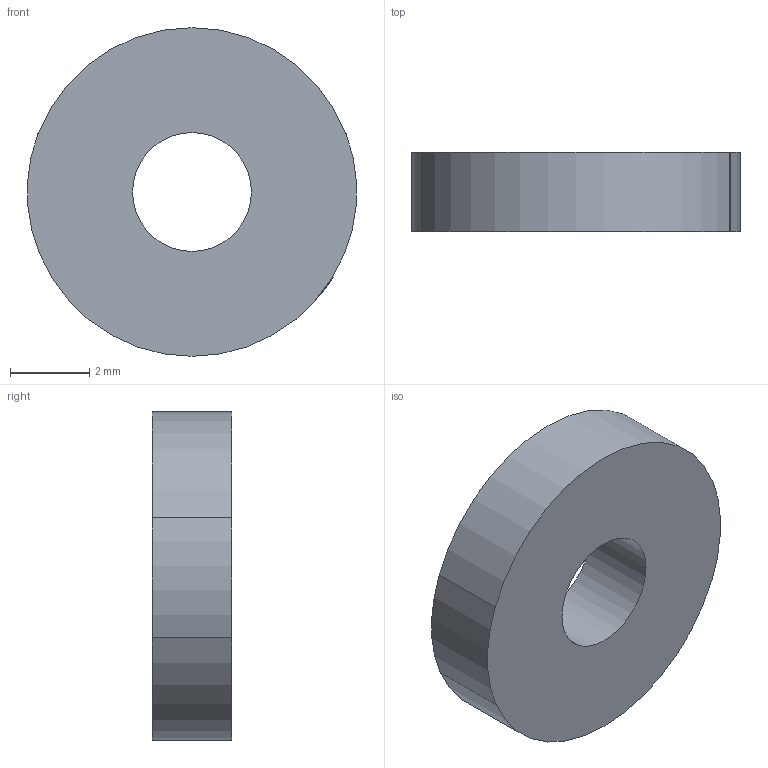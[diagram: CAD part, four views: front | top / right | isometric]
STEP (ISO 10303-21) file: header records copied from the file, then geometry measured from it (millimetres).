
FILE_DESCRIPTION(/* description */ (''),/* implementation_level */ '2;1');
FILE_NAME(/* name */ 'PA44LE-Step_v1.step',/* time_stamp */ '2024-02-15T15:48:07-05:00',/* author */ (''),/* organization */ (''),/* preprocessor_version */ 'ST-DEVELOPER v20',/* originating_system */ 'Autodesk Translation Framework v12.20.1.177',/* authorisation */ '');
FILE_SCHEMA (('AUTOMOTIVE_DESIGN { 1 0 10303 214 3 1 1 }'));
Length unit declared in the file: millimetre
Products named in the file (1): PA44LE-Step
Bounding box: 8.3 x 2 x 8.3 mm (x, y, z)
Volume: 94.2 mm3; surface area: 165.3 mm2
Topology: 1 solids, 1 shells, 14 faces, 33 edges, 22 vertices
Faces by surface type: cylinder 6, plane 6, bspline 2
Full cylindrical faces by diameter (mm): 3 x1
Entity records: 625 total; most frequent: CARTESIAN_POINT 230, ORIENTED_EDGE 66, DIRECTION 65, EDGE_CURVE 33, AXIS2_PLACEMENT_3D 23, VERTEX_POINT 22, LINE 19, VECTOR 19
